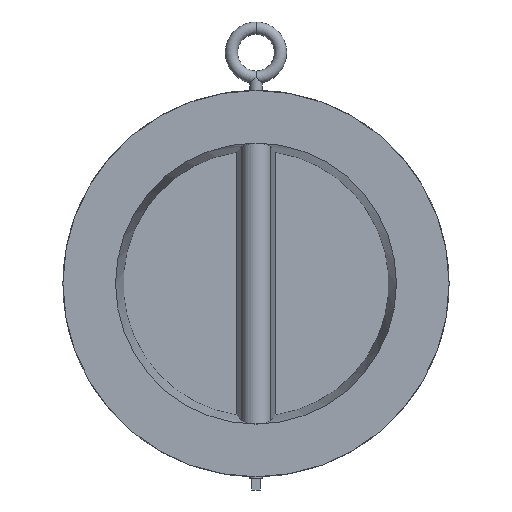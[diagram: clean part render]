
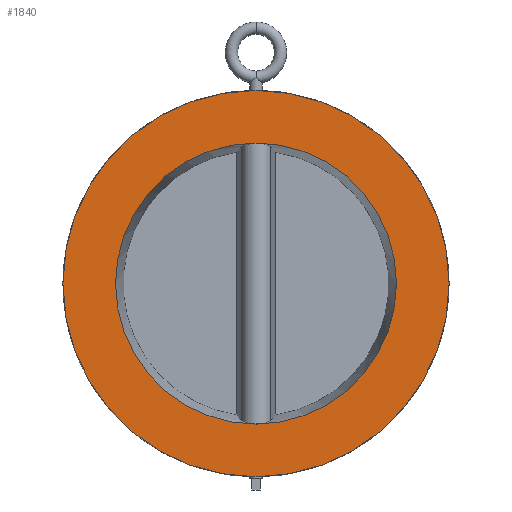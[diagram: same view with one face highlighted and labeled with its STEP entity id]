
A CAD part, front view. The second image highlights one B-rep face of the part: STEP entity #1840.
In plain terms, the highlighted planar face has unit normal (0, -1, 0).
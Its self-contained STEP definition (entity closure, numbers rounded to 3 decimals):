
#1160 = VERTEX_POINT ( 'NONE', #3262 ) ;
#1167 = VERTEX_POINT ( 'NONE', #3347 ) ;
#1189 = EDGE_CURVE ( 'NONE', #1160, #1167, #3374, .T. ) ;
#1193 = EDGE_CURVE ( 'NONE', #1167, #1160, #3394, .T. ) ;
#1657 = VERTEX_POINT ( 'NONE', #4746 ) ;
#1668 = EDGE_CURVE ( 'NONE', #2115, #1657, #4784, .T. ) ;
#1779 = ORIENTED_EDGE ( 'NONE', *, *, #1834, .F. ) ;
#1780 = ORIENTED_EDGE ( 'NONE', *, *, #1668, .F. ) ;
#1834 = EDGE_CURVE ( 'NONE', #1657, #2115, #5228, .T. ) ;
#1838 = EDGE_LOOP ( 'NONE', ( #1842, #1844 ) ) ;
#1840 = ADVANCED_FACE ( 'NONE', ( #5229, #5266 ), #5216, .F. ) ;
#1842 = ORIENTED_EDGE ( 'NONE', *, *, #1189, .T. ) ;
#1843 = EDGE_LOOP ( 'NONE', ( #1779, #1780 ) ) ;
#1844 = ORIENTED_EDGE ( 'NONE', *, *, #1193, .T. ) ;
#2115 = VERTEX_POINT ( 'NONE', #5675 ) ;
#3262 = CARTESIAN_POINT ( 'NONE',  ( 0., 0., -189. ) ) ;
#3284 = AXIS2_PLACEMENT_3D ( 'NONE', #3393, #3392, #3391 ) ;
#3347 = CARTESIAN_POINT ( 'NONE',  ( 0., 0., 189. ) ) ;
#3372 = CARTESIAN_POINT ( 'NONE',  ( 0., 0., 0. ) ) ;
#3373 = AXIS2_PLACEMENT_3D ( 'NONE', #3372, #3402, #3401 ) ;
#3374 = CIRCLE ( 'NONE', #3373, 189. ) ;
#3391 = DIRECTION ( 'NONE',  ( 0., 0., -1. ) ) ;
#3392 = DIRECTION ( 'NONE',  ( 0., -1., 0. ) ) ;
#3393 = CARTESIAN_POINT ( 'NONE',  ( 0., 0., 0. ) ) ;
#3394 = CIRCLE ( 'NONE', #3284, 189. ) ;
#3401 = DIRECTION ( 'NONE',  ( 0., 0., -1. ) ) ;
#3402 = DIRECTION ( 'NONE',  ( 0., -1., 0. ) ) ;
#4746 = CARTESIAN_POINT ( 'NONE',  ( 0., 0., -137.5 ) ) ;
#4777 = DIRECTION ( 'NONE',  ( 0., 0., -1. ) ) ;
#4778 = DIRECTION ( 'NONE',  ( 0., -1., 0. ) ) ;
#4779 = CARTESIAN_POINT ( 'NONE',  ( 0., 0., 0. ) ) ;
#4780 = AXIS2_PLACEMENT_3D ( 'NONE', #4779, #4778, #4777 ) ;
#4784 = CIRCLE ( 'NONE', #4780, 137.5 ) ;
#5210 = AXIS2_PLACEMENT_3D ( 'NONE', #5259, #5258, #5257 ) ;
#5215 = AXIS2_PLACEMENT_3D ( 'NONE', #5265, #5264, #5263 ) ;
#5216 = PLANE ( 'NONE',  #5210 ) ;
#5228 = CIRCLE ( 'NONE', #5215, 137.5 ) ;
#5229 = FACE_OUTER_BOUND ( 'NONE', #1838, .T. ) ;
#5257 = DIRECTION ( 'NONE',  ( 0., 0., 1. ) ) ;
#5258 = DIRECTION ( 'NONE',  ( 0., 1., 0. ) ) ;
#5259 = CARTESIAN_POINT ( 'NONE',  ( -137.5, 0., 0. ) ) ;
#5263 = DIRECTION ( 'NONE',  ( 0., 0., -1. ) ) ;
#5264 = DIRECTION ( 'NONE',  ( 0., -1., 0. ) ) ;
#5265 = CARTESIAN_POINT ( 'NONE',  ( 0., 0., 0. ) ) ;
#5266 = FACE_BOUND ( 'NONE', #1843, .T. ) ;
#5675 = CARTESIAN_POINT ( 'NONE',  ( 0., 0., 137.5 ) ) ;
